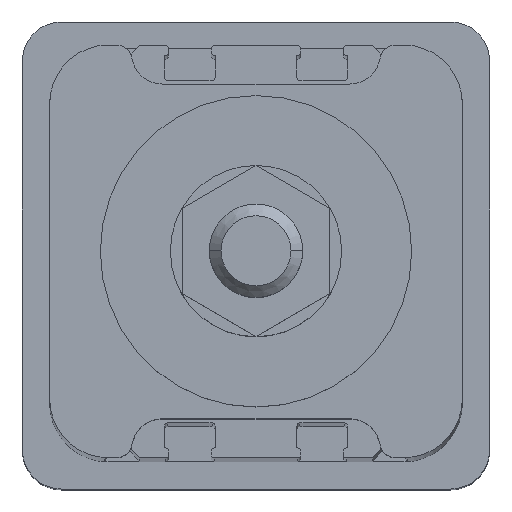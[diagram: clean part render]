
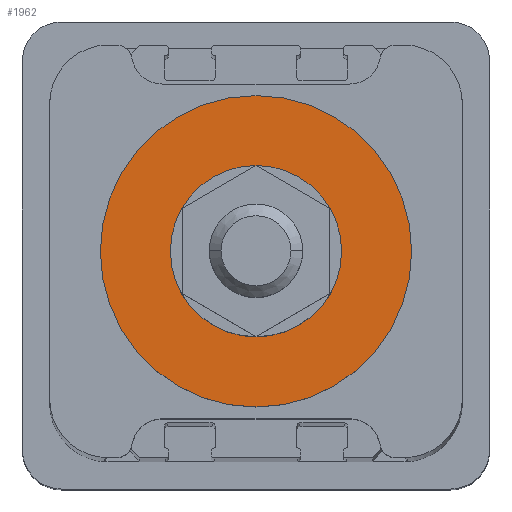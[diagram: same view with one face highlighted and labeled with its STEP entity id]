
A CAD part, top view. The second image highlights one B-rep face of the part: STEP entity #1962.
In plain terms, the highlighted planar face has unit normal (0, 0, 1).
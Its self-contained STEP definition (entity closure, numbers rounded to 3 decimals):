
#316 = EDGE_CURVE ( 'NONE', #3652, #5013, #1059, .T. ) ;
#590 = EDGE_LOOP ( 'NONE', ( #3509, #3535 ) ) ;
#619 = CARTESIAN_POINT ( 'NONE',  ( 0., 0., 290. ) ) ;
#627 = EDGE_LOOP ( 'NONE', ( #3423, #3468 ) ) ;
#631 = DIRECTION ( 'NONE',  ( 0., 0., 1. ) ) ;
#693 = VERTEX_POINT ( 'NONE', #3272 ) ;
#1059 = CIRCLE ( 'NONE', #5279, 11. ) ;
#1081 = EDGE_CURVE ( 'NONE', #5250, #693, #5685, .T. ) ;
#1083 = EDGE_CURVE ( 'NONE', #5013, #3652, #5651, .T. ) ;
#1410 = DIRECTION ( 'NONE',  ( 1., 0., 0. ) ) ;
#1921 = AXIS2_PLACEMENT_3D ( 'NONE', #3701, #3691, #3683 ) ;
#1962 = ADVANCED_FACE ( 'NONE', ( #4564, #4551 ), #4380, .T. ) ;
#2434 = CARTESIAN_POINT ( 'NONE',  ( 0., 0., 290. ) ) ;
#2459 = CIRCLE ( 'NONE', #1921, 20. ) ;
#2739 = CARTESIAN_POINT ( 'NONE',  ( 11., 0., 290. ) ) ;
#3272 = CARTESIAN_POINT ( 'NONE',  ( 20., 0., 290. ) ) ;
#3423 = ORIENTED_EDGE ( 'NONE', *, *, #1083, .F. ) ;
#3468 = ORIENTED_EDGE ( 'NONE', *, *, #316, .F. ) ;
#3509 = ORIENTED_EDGE ( 'NONE', *, *, #1081, .T. ) ;
#3535 = ORIENTED_EDGE ( 'NONE', *, *, #5656, .T. ) ;
#3652 = VERTEX_POINT ( 'NONE', #2739 ) ;
#3683 = DIRECTION ( 'NONE',  ( 1., 0., 0. ) ) ;
#3691 = DIRECTION ( 'NONE',  ( 0., 0., 1. ) ) ;
#3701 = CARTESIAN_POINT ( 'NONE',  ( 0., 0., 290. ) ) ;
#3833 = AXIS2_PLACEMENT_3D ( 'NONE', #4385, #4372, #4361 ) ;
#4361 = DIRECTION ( 'NONE',  ( 1., 0., 0. ) ) ;
#4372 = DIRECTION ( 'NONE',  ( 0., 0., 1. ) ) ;
#4380 = PLANE ( 'NONE',  #3833 ) ;
#4385 = CARTESIAN_POINT ( 'NONE',  ( 0., 0., 290. ) ) ;
#4551 = FACE_OUTER_BOUND ( 'NONE', #590, .T. ) ;
#4564 = FACE_BOUND ( 'NONE', #627, .T. ) ;
#4567 = AXIS2_PLACEMENT_3D ( 'NONE', #2434, #6034, #1410 ) ;
#4591 = AXIS2_PLACEMENT_3D ( 'NONE', #4975, #5899, #5996 ) ;
#4975 = CARTESIAN_POINT ( 'NONE',  ( 0., 0., 290. ) ) ;
#5003 = CARTESIAN_POINT ( 'NONE',  ( -20., 0., 290. ) ) ;
#5013 = VERTEX_POINT ( 'NONE', #5445 ) ;
#5172 = DIRECTION ( 'NONE',  ( 1., 0., 0. ) ) ;
#5250 = VERTEX_POINT ( 'NONE', #5003 ) ;
#5279 = AXIS2_PLACEMENT_3D ( 'NONE', #619, #631, #5172 ) ;
#5445 = CARTESIAN_POINT ( 'NONE',  ( -11., 0., 290. ) ) ;
#5651 = CIRCLE ( 'NONE', #4567, 11. ) ;
#5656 = EDGE_CURVE ( 'NONE', #693, #5250, #2459, .T. ) ;
#5685 = CIRCLE ( 'NONE', #4591, 20. ) ;
#5899 = DIRECTION ( 'NONE',  ( 0., 0., 1. ) ) ;
#5996 = DIRECTION ( 'NONE',  ( 1., 0., 0. ) ) ;
#6034 = DIRECTION ( 'NONE',  ( 0., 0., 1. ) ) ;
